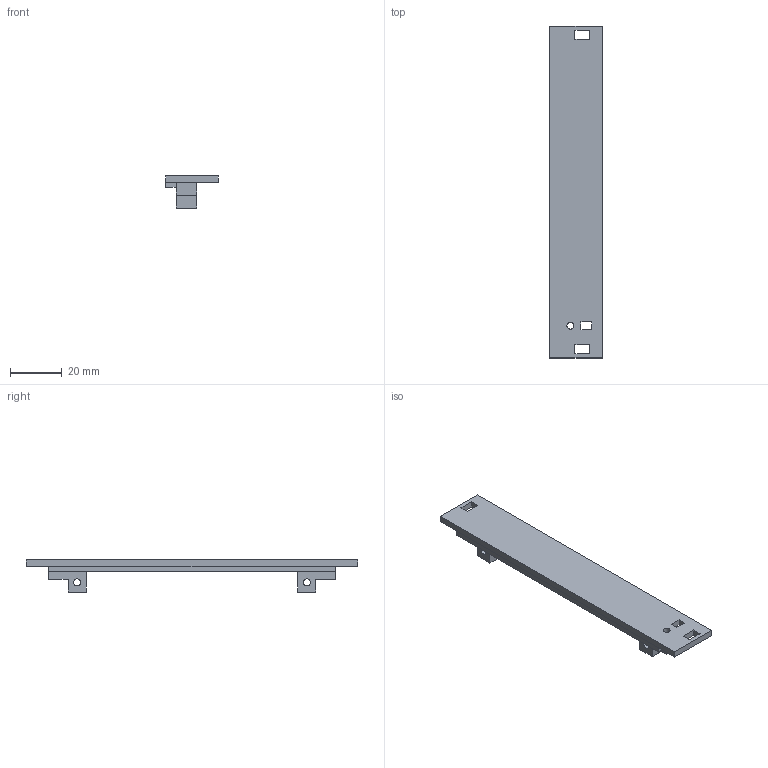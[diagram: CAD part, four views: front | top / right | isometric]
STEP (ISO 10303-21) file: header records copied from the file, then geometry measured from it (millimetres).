
FILE_DESCRIPTION(('FreeCAD Model'),'2;1');
FILE_NAME('faceplate_supervisor.step','2020-12-05T12:07:00',('Author'),( ''),'Open CASCADE STEP processor 7.3','FreeCAD','Unknown');
FILE_SCHEMA(('AUTOMOTIVE_DESIGN { 1 0 10303 214 1 1 1 1 }'));
Length unit declared in the file: millimetre
Products named in the file (1): Body
Bounding box: 20.32 x 128.5 x 12.5 mm (x, y, z)
Volume: 8761.1 mm3; surface area: 7304.6 mm2
Topology: 1 solids, 1 shells, 61 faces, 162 edges, 106 vertices
Faces by surface type: plane 58, cylinder 3
Full cylindrical faces by diameter (mm): 2.7 x3
Entity records: 4011 total; most frequent: CARTESIAN_POINT 666, DIRECTION 614, LINE 474, VECTOR 474, ORIENTED_EDGE 324, PCURVE 324, DEFINITIONAL_REPRESENTATION 324, EDGE_CURVE 162
